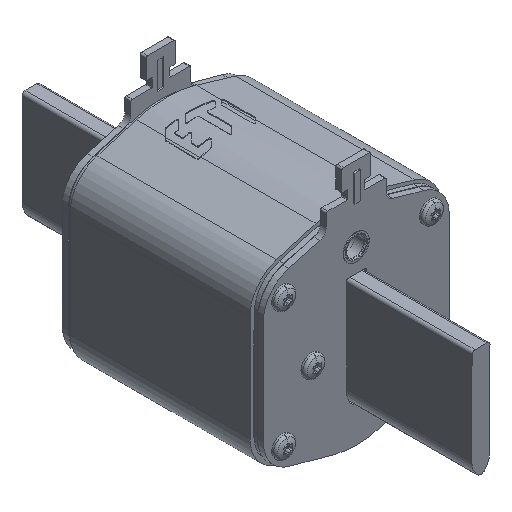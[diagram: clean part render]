
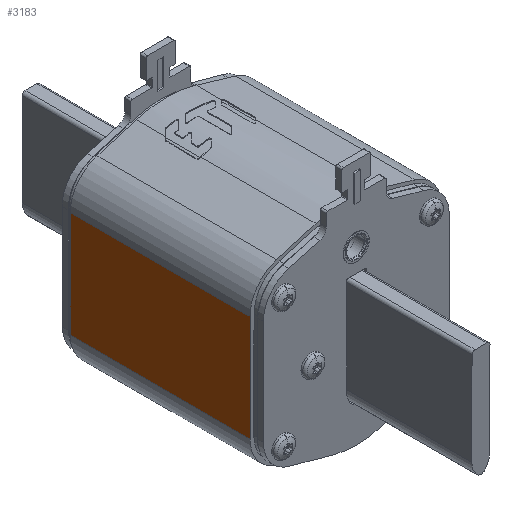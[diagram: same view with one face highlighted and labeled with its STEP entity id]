
A CAD part, isometric view. The second image highlights one B-rep face of the part: STEP entity #3183.
In plain terms, the highlighted face is planar.
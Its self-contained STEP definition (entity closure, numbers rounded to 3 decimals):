
#1232=DIRECTION('',(1.,0.,0.));
#1233=VECTOR('',#1232,60.);
#1234=CARTESIAN_POINT('',(-30.,32.,17.676));
#1235=LINE('',#1234,#1233);
#1246=DIRECTION('',(0.,0.,-1.));
#1247=VECTOR('',#1246,35.351);
#1248=CARTESIAN_POINT('',(-30.,32.,17.676));
#1249=LINE('',#1248,#1247);
#1260=DIRECTION('',(-1.,0.,0.));
#1261=VECTOR('',#1260,60.);
#1262=CARTESIAN_POINT('',(30.,32.,-17.676));
#1263=LINE('',#1262,#1261);
#1334=DIRECTION('',(0.,0.,-1.));
#1335=VECTOR('',#1334,35.351);
#1336=CARTESIAN_POINT('',(30.,32.,17.676));
#1337=LINE('',#1336,#1335);
#2386=CARTESIAN_POINT('',(-30.,32.,-17.676));
#2387=VERTEX_POINT('',#2386);
#2388=CARTESIAN_POINT('',(-30.,32.,17.676));
#2389=VERTEX_POINT('',#2388);
#2557=CARTESIAN_POINT('',(30.,32.,17.676));
#2558=VERTEX_POINT('',#2557);
#2559=CARTESIAN_POINT('',(30.,32.,-17.676));
#2560=VERTEX_POINT('',#2559);
#3170=CARTESIAN_POINT('',(-30.,32.,-17.676));
#3171=DIRECTION('',(0.,1.,0.));
#3172=DIRECTION('',(0.,0.,1.));
#3173=AXIS2_PLACEMENT_3D('',#3170,#3171,#3172);
#3174=PLANE('',#3173);
#3175=ORIENTED_EDGE('',*,*,#2600,.T.);
#3177=ORIENTED_EDGE('',*,*,#3176,.F.);
#3179=ORIENTED_EDGE('',*,*,#3178,.F.);
#3180=ORIENTED_EDGE('',*,*,#3162,.F.);
#3181=EDGE_LOOP('',(#3175,#3177,#3179,#3180));
#3182=FACE_OUTER_BOUND('',#3181,.F.);
#2600=EDGE_CURVE('',#2389,#2387,#1249,.T.);
#3162=EDGE_CURVE('',#2389,#2558,#1235,.T.);
#3176=EDGE_CURVE('',#2560,#2387,#1263,.T.);
#3178=EDGE_CURVE('',#2558,#2560,#1337,.T.);
#3183=ADVANCED_FACE('',(#3182),#3174,.T.);
